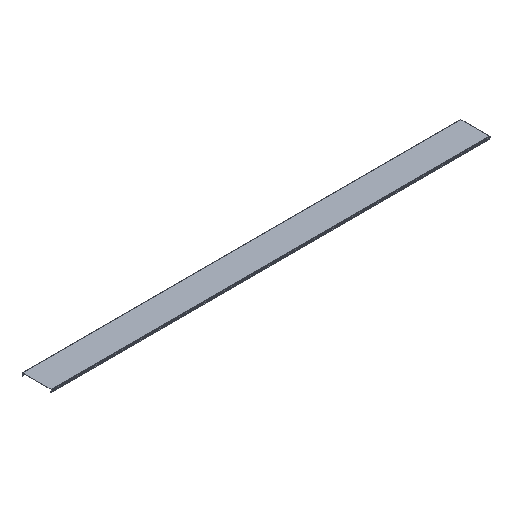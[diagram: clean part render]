
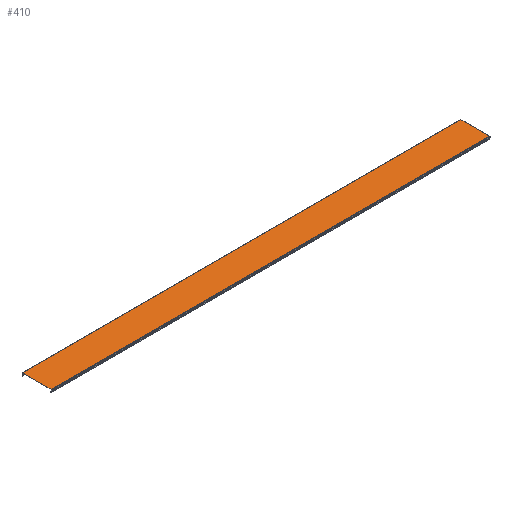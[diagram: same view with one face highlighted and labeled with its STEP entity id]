
A CAD part, isometric view. The second image highlights one B-rep face of the part: STEP entity #410.
In plain terms, the highlighted planar face has unit normal (0, 0, 1).
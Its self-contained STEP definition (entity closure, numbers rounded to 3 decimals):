
#22=PLANE('',#458);
#38=FACE_OUTER_BOUND('',#60,.T.);
#60=EDGE_LOOP('',(#346,#347,#348,#349));
#70=LINE('',#604,#106);
#90=LINE('',#677,#126);
#93=LINE('',#684,#129);
#97=LINE('',#703,#133);
#106=VECTOR('',#474,1.);
#126=VECTOR('',#546,1.);
#129=VECTOR('',#553,1.);
#133=VECTOR('',#571,1.);
#166=VERTEX_POINT('',#600);
#168=VERTEX_POINT('',#603);
#195=VERTEX_POINT('',#675);
#197=VERTEX_POINT('',#683);
#207=EDGE_CURVE('',#166,#168,#70,.T.);
#244=EDGE_CURVE('',#166,#195,#90,.T.);
#247=EDGE_CURVE('',#197,#168,#93,.T.);
#257=EDGE_CURVE('',#195,#197,#97,.T.);
#346=ORIENTED_EDGE('',*,*,#244,.T.);
#347=ORIENTED_EDGE('',*,*,#257,.T.);
#348=ORIENTED_EDGE('',*,*,#247,.T.);
#349=ORIENTED_EDGE('',*,*,#207,.F.);
#410=ADVANCED_FACE('',(#38),#22,.T.);
#458=AXIS2_PLACEMENT_3D('',#702,#569,#570);
#474=DIRECTION('',(1.,0.,0.));
#546=DIRECTION('',(0.,-1.,0.));
#553=DIRECTION('',(0.,1.,0.));
#569=DIRECTION('center_axis',(0.,0.,1.));
#570=DIRECTION('ref_axis',(0.,-1.,0.));
#571=DIRECTION('',(1.,0.,0.));
#600=CARTESIAN_POINT('',(5.664,207.16,19.25));
#603=CARTESIAN_POINT('',(3005.664,207.16,19.25));
#604=CARTESIAN_POINT('',(5.664,207.16,19.25));
#675=CARTESIAN_POINT('',(5.664,11.16,19.25));
#677=CARTESIAN_POINT('',(5.664,-265.84,19.25));
#683=CARTESIAN_POINT('',(3005.664,11.16,19.25));
#684=CARTESIAN_POINT('',(3005.664,-240.84,19.25));
#702=CARTESIAN_POINT('Origin',(5.664,-340.84,19.25));
#703=CARTESIAN_POINT('',(755.664,11.16,19.25));
